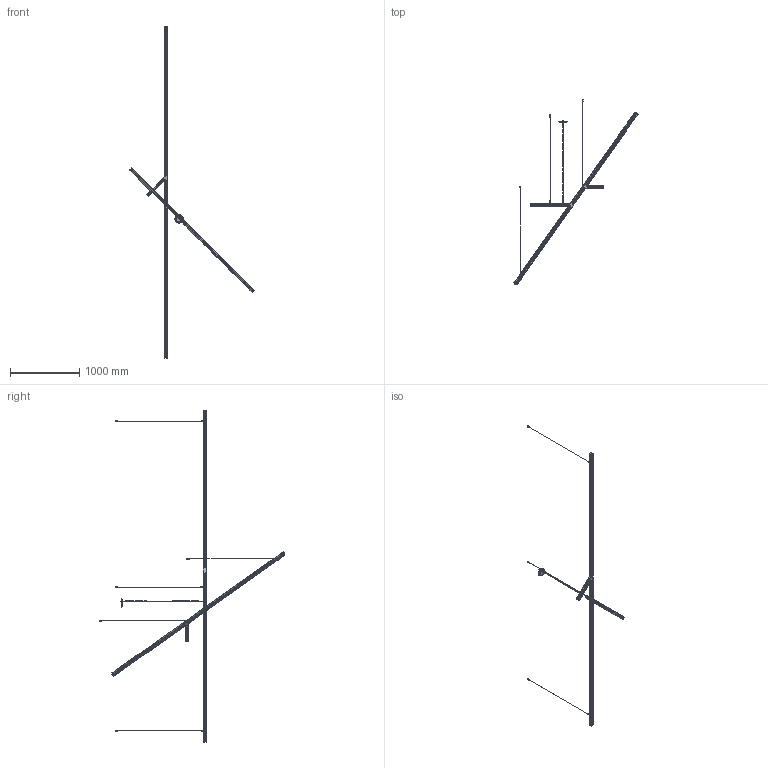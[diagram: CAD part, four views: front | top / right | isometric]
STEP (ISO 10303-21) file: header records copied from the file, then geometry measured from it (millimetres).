
FILE_DESCRIPTION (( 'STEP AP214' ), '1' );
FILE_NAME ('KAO-A dimming.STEP', '2014-10-17T13:15:01', ( '' ), ( '' ), 'SwSTEP 2.0', 'SolidWorks 2012', '' );
FILE_SCHEMA (( 'AUTOMOTIVE_DESIGN' ));
Products named in the file (1): KAO-A dimming
Bounding box: 1798.6 x 2690.76 x 4802.95 mm (x, y, z)
Volume: 3936926.3 mm3; surface area: 4442183.8 mm2
Topology: 117 solids, 117 shells, 8811 faces, 25235 edges, 16708 vertices
Faces by surface type: plane 6207, cylinder 1953, cone 289, bspline 258, torus 102, sphere 2
Entity records: 298464 total; most frequent: CARTESIAN_POINT 64477, ORIENTED_EDGE 50374, DIRECTION 46088, EDGE_CURVE 25187, VECTOR 19816, LINE 19816, VERTEX_POINT 16704, AXIS2_PLACEMENT_3D 13136
